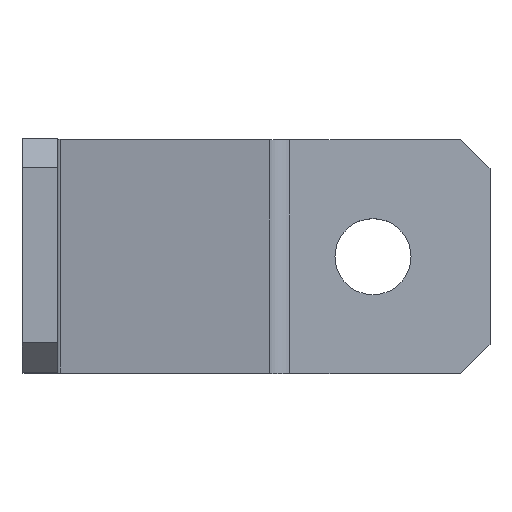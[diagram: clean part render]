
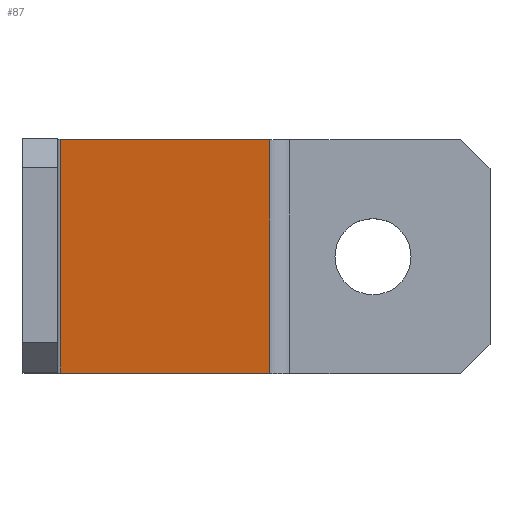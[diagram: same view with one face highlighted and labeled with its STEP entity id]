
A CAD part, top view. The second image highlights one B-rep face of the part: STEP entity #87.
In plain terms, the highlighted planar face has unit normal (0.866, 0, 0.5).
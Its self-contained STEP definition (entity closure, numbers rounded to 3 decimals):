
#87=ADVANCED_FACE('',(#178),#179,.T.);
#178=FACE_OUTER_BOUND('',#264,.T.);
#179=PLANE('',#265);
#264=EDGE_LOOP('',(#461,#462,#463,#464));
#265=AXIS2_PLACEMENT_3D('',#465,#466,#467);
#461=ORIENTED_EDGE('',*,*,#568,.T.);
#462=ORIENTED_EDGE('',*,*,#589,.F.);
#463=ORIENTED_EDGE('',*,*,#590,.F.);
#464=ORIENTED_EDGE('',*,*,#586,.T.);
#465=CARTESIAN_POINT('',(24.423,20.0,38.981));
#466=DIRECTION('',(0.866,0.0,0.5));
#467=DIRECTION('',(-0.5,0.0,0.866));
#568=EDGE_CURVE('',#694,#692,#695,.T.);
#586=EDGE_CURVE('',#718,#694,#719,.T.);
#589=EDGE_CURVE('',#722,#692,#723,.T.);
#590=EDGE_CURVE('',#718,#722,#724,.T.);
#692=VERTEX_POINT('',#862);
#694=VERTEX_POINT('',#864);
#695=LINE('',#865,#866);
#718=VERTEX_POINT('',#894);
#719=LINE('',#895,#896);
#722=VERTEX_POINT('',#899);
#723=LINE('',#900,#901);
#724=LINE('',#902,#903);
#862=CARTESIAN_POINT('',(42.309,-20.0,8.0));
#864=CARTESIAN_POINT('',(6.536,-20.0,69.962));
#865=CARTESIAN_POINT('',(6.536,-20.0,69.962));
#866=VECTOR('',#984,1.0);
#894=CARTESIAN_POINT('',(6.536,20.0,69.962));
#895=CARTESIAN_POINT('',(6.536,20.0,69.962));
#896=VECTOR('',#1008,1.0);
#899=CARTESIAN_POINT('',(42.309,20.0,8.0));
#900=CARTESIAN_POINT('',(42.309,20.0,8.0));
#901=VECTOR('',#1012,1.0);
#902=CARTESIAN_POINT('',(6.536,20.0,69.962));
#903=VECTOR('',#1013,1.0);
#984=DIRECTION('',(0.5,0.0,-0.866));
#1008=DIRECTION('',(0.0,-1.0,0.0));
#1012=DIRECTION('',(0.0,-1.0,0.0));
#1013=DIRECTION('',(0.5,0.0,-0.866));
